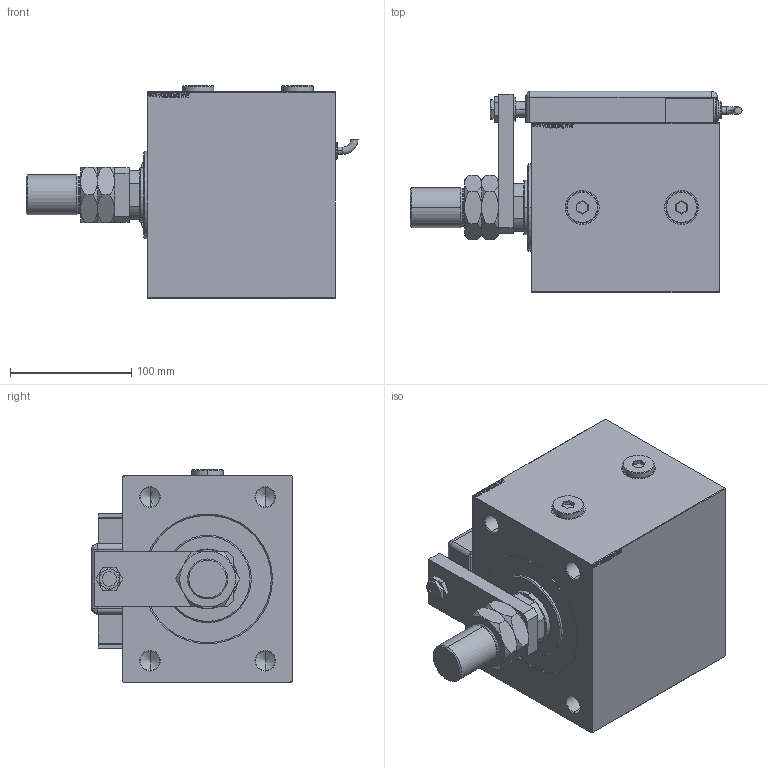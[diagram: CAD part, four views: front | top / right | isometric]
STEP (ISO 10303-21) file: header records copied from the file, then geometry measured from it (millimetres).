
FILE_DESCRIPTION (( 'STEP AP203' ), '1' );
FILE_NAME ('58a9.STEP', '2024-02-12T00:05:42', ( '' ), ( '' ), 'SwSTEP 2.0', 'SolidWorks 2019', '' );
FILE_SCHEMA (( 'CONFIG_CONTROL_DESIGN' ));
Length unit declared in the file: millimetre
Products named in the file (15): SWITCH DIM A_G f37c0619679ebe557cffd24aa6ef9246; KRYT f37c0619679ebe557cffd24aa6ef9246; 58a9; V450CM_B_Body f37c0619679ebe557cffd24aa6ef9246; NUT_D19 f37c0619679ebe557cffd24aa6ef9246; V450CM_VC_B f37c0619679ebe557cffd24aa6ef9246; ZARAZKA_Q f37c0619679ebe557cffd24aa6ef9246; SWITCH Q f37c0619679ebe557cffd24aa6ef9246; Q_T_W_MTA f37c0619679ebe557cffd24aa6ef9246; MAGNETIC SWITCH Q f37c0619679ebe557cffd24aa6ef9246; Zatka_OIL_PORT f37c0619679ebe557cffd24aa6ef9246; NUT_D13 f37c0619679ebe557cffd24aa6ef9246; SWITCH_Q_FRONT_BACK f37c0619679ebe557cffd24aa6ef9246; TYC f37c0619679ebe557cffd24aa6ef9246; V450CM_B_VCP f37c0619679ebe557cffd24aa6ef9246
Assembly tree (16 placements, depth 3):
  58a9
    V450CM_B_Body f37c0619679ebe557cffd24aa6ef9246
    V450CM_B_VCP f37c0619679ebe557cffd24aa6ef9246
    V450CM_VC_B f37c0619679ebe557cffd24aa6ef9246
    MAGNETIC SWITCH Q f37c0619679ebe557cffd24aa6ef9246
      SWITCH_Q_FRONT_BACK f37c0619679ebe557cffd24aa6ef9246
      TYC f37c0619679ebe557cffd24aa6ef9246
      ZARAZKA_Q f37c0619679ebe557cffd24aa6ef9246
      SWITCH DIM A_G f37c0619679ebe557cffd24aa6ef9246
      NUT_D19 f37c0619679ebe557cffd24aa6ef9246
      NUT_D13 f37c0619679ebe557cffd24aa6ef9246
      KRYT f37c0619679ebe557cffd24aa6ef9246
      SWITCH Q f37c0619679ebe557cffd24aa6ef9246  x2
    Q_T_W_MTA f37c0619679ebe557cffd24aa6ef9246
    Zatka_OIL_PORT f37c0619679ebe557cffd24aa6ef9246  x2
Bounding box: 273.76 x 165.8 x 174.9 mm (x, y, z)
Volume: 3595210.2 mm3; surface area: 366304.3 mm2
Topology: 16 solids, 16 shells, 1371 faces, 3432 edges, 2229 vertices
Faces by surface type: plane 657, bspline 471, cylinder 131, cone 86, torus 24, sphere 2
Entity records: 63149 total; most frequent: CARTESIAN_POINT 33202, ORIENTED_EDGE 6556, DIRECTION 4316, EDGE_CURVE 3278, VERTEX_POINT 2145, VECTOR 1922, LINE 1922, EDGE_LOOP 1487
